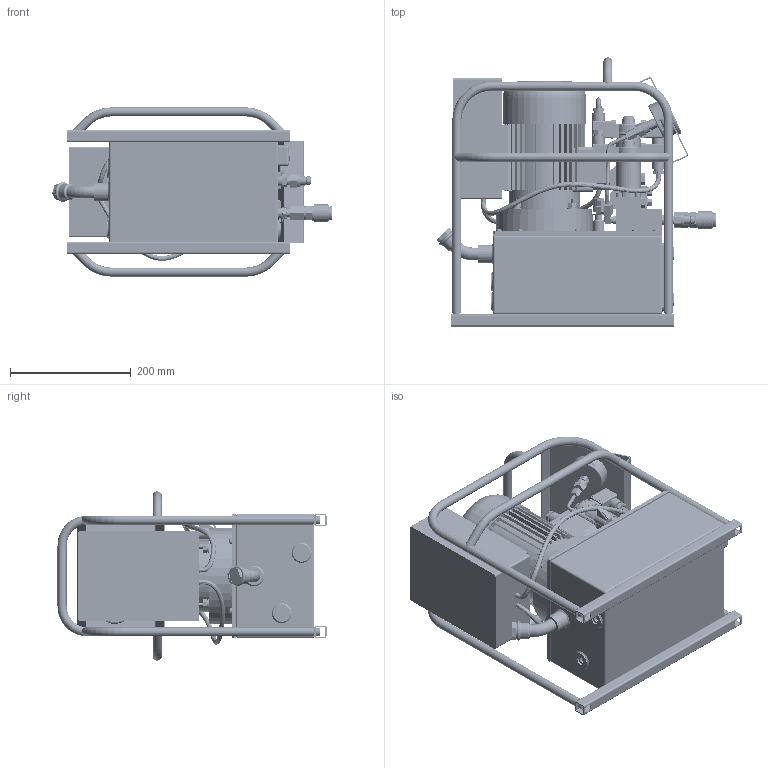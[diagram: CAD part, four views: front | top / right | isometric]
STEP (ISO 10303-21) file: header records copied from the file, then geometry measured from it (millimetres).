
FILE_DESCRIPTION (( 'STEP AP214' ), '1' );
FILE_NAME ('HTWP2141AR.STEP', '2016-09-27T12:24:56', ( '' ), ( '' ), 'SwSTEP 2.0', 'SolidWorks 2016', '' );
FILE_SCHEMA (( 'AUTOMOTIVE_DESIGN' ));
Length unit declared in the file: millimetre
Products named in the file (58): PMC014CF001; SPC010CB002; CM4F_default; VFC010RD007; VRC700JS002; CF4F_default; HOC006PS021; VRC700GS003; BPC020SP002; HOC006PS020; BALL_BAC003SN000; SOCKET CAP HEAD SCREWS_BLC008KD016; HOC006PS019; VRC700HS004; SOCKET BUTTON HEAD SCREWS_BLC005HH016; FPC013PC001; PIPEB^HTWP2141AR; WAC008BB000; FPC013HC001; PIPEC^HTWP2141AR; WAC008AB000; FPC012WS001; SOCKET CAP HEAD SCREWS_BLC006JC040; WAC005EC001; FPC010YN001; VFC000CD007; VRC700ZE001; FPC010TB001; PIPEA^HTWP2141AR; DCSF00328; PG2G; FPC010BN006; VFC000CD009; TAC005CA001_Default<As Machined>; FPC010BB005; VFC000CD007_TURNED AROUND1; TAC005BR003; FPC006YN001; 4 WAY SUB BLATE; TAC000FT004 ...
Assembly tree (110 placements, depth 3):
  HTWP2141AR
    TAC005AR001_Default<As Machined>
    SEC003KT004
    SEC130KF001
    TAC000FT004
    TAC005BR003
    TAC005CA001_Default<As Machined>
    PG2G
    VRC700ZE001
    WAC005EC001  x10
    WAC008AB000  x4
    WAC008BB000  x4
    SOCKET BUTTON HEAD SCREWS_BLC005HH016  x10
    SOCKET CAP HEAD SCREWS_BLC008KD016  x10
    BPC020SP002
    CF4F_default
    CM4F_default
    DCSF00328
    FFC011MG001  x2
    FFC045MZ001
    FPC002PN001  x4
    FPC006DB001  x2
    FPC006DN001
    FPC006WB001
    FPC006YN001  x2
    FPC010BB005
    FPC010BN006  x2
    FPC010TB001
    FPC010YN001
    FPC012WS001  x2
    FPC013HC001
    FPC013PC001
    HOC006PS019
    HOC006PS020
    HOC006PS021
    VFC010RD007
    PMC014CF001
    EM110-0.37-4T
    BLC008ST000  x4
    HEX NUT_NUC008KA000  x4
    BPC010SP005  x3
    FPC010PN002  x2
    SPC014LC001  x2
    VFC000CD009
      4 WAY SUB BLATE
      VFC000CD007_TURNED AROUND1
    PIPEA^HTWP2141AR
    VFC000CD007
    SOCKET CAP HEAD SCREWS_BLC006JC040  x3
    PIPEC^HTWP2141AR
    PIPEB^HTWP2141AR
    VRA700AF002
      VRC700HS004
      BALL_BAC003SN000
      VRC700GS003
      VRC700JS002
      SPC010CB002
      DOWTY WASHER_WAC007HD000
Bounding box: 462.6 x 445 x 280 mm (x, y, z)
Volume: 8789293.6 mm3; surface area: 1917428.8 mm2
Topology: 165 solids, 165 shells, 5732 faces, 13880 edges, 8786 vertices
Faces by surface type: plane 2558, cylinder 1861, cone 662, bspline 345, torus 257, sphere 49
Entity records: 170066 total; most frequent: CARTESIAN_POINT 45458, DIRECTION 23743, ORIENTED_EDGE 23060, EDGE_CURVE 11530, AXIS2_PLACEMENT_3D 8955, VERTEX_POINT 7370, LINE 5833, VECTOR 5833
